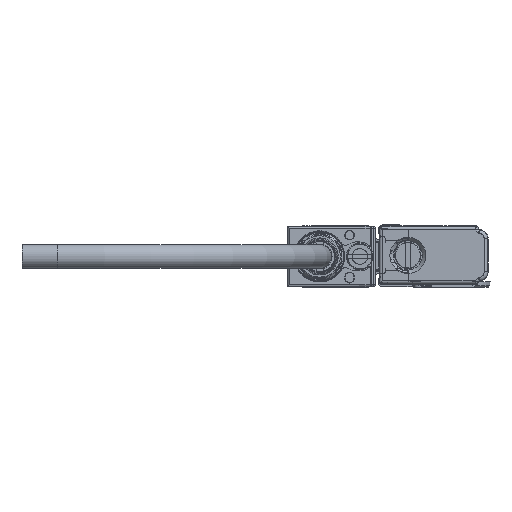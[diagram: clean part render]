
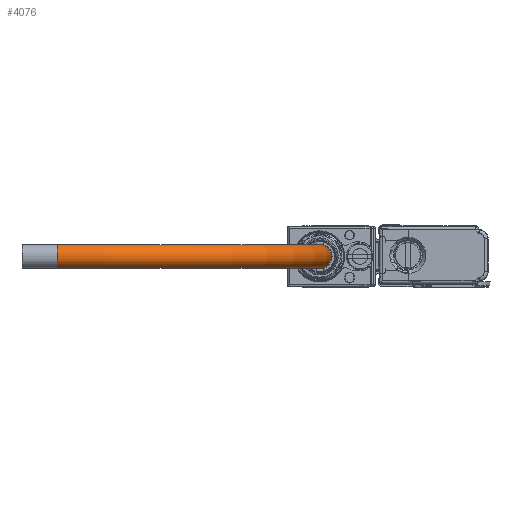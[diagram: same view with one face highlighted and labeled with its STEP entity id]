
A CAD part, left-side view. The second image highlights one B-rep face of the part: STEP entity #4076.
In plain terms, the highlighted toroidal (fillet/blend) face has major radius 75 mm and minor radius 3.4 mm.
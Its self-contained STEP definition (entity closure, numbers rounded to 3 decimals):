
#3973=AXIS2_PLACEMENT_3D('Circle Axis2P3D',#3971,#3972,$) ;
#4049=AXIS2_PLACEMENT_3D('Torus Axis2P3D',#4046,#4047,#4048) ;
#4053=AXIS2_PLACEMENT_3D('Circle Axis2P3D',#4051,#4052,$) ;
#4062=AXIS2_PLACEMENT_3D('Circle Axis2P3D',#4060,#4061,$) ;
#4067=AXIS2_PLACEMENT_3D('Circle Axis2P3D',#4065,#4066,$) ;
#3968=CARTESIAN_POINT('Vertex',(-166.5,48.2,10.6)) ;
#3971=CARTESIAN_POINT('Axis2P3D Location',(-166.5,48.2,7.2)) ;
#3975=CARTESIAN_POINT('Vertex',(-166.5,48.2,3.8)) ;
#4046=CARTESIAN_POINT('Axis2P3D Location',(-166.5,123.2,7.2)) ;
#4051=CARTESIAN_POINT('Axis2P3D Location',(-241.5,123.2,7.2)) ;
#4055=CARTESIAN_POINT('Vertex',(-241.5,123.2,10.6)) ;
#4057=CARTESIAN_POINT('Vertex',(-241.5,123.2,3.8)) ;
#4060=CARTESIAN_POINT('Axis2P3D Location',(-166.5,123.2,3.8)) ;
#4065=CARTESIAN_POINT('Axis2P3D Location',(-166.5,123.2,10.6)) ;
#3972=DIRECTION('Axis2P3D Direction',(1.,0.,0.)) ;
#4047=DIRECTION('Axis2P3D Direction',(0.,0.,-1.)) ;
#4048=DIRECTION('Axis2P3D XDirection',(0.,-1.,0.)) ;
#4052=DIRECTION('Axis2P3D Direction',(0.,-1.,0.)) ;
#4061=DIRECTION('Axis2P3D Direction',(0.,0.,-1.)) ;
#4066=DIRECTION('Axis2P3D Direction',(0.,0.,-1.)) ;
#4071=ORIENTED_EDGE('',*,*,#4059,.T.) ;
#4072=ORIENTED_EDGE('',*,*,#4064,.F.) ;
#4073=ORIENTED_EDGE('',*,*,#3977,.F.) ;
#4074=ORIENTED_EDGE('',*,*,#4069,.T.) ;
#4076=ADVANCED_FACE('\X2\FF8AFF9FFF70FF82\X0\ \X2\FF8EFF9EFF83FF9EFF68FF70\X0\',(#4075),#4050,.T.) ;
#3974=CIRCLE('generated circle',#3973,3.4) ;
#4054=CIRCLE('generated circle',#4053,3.4) ;
#4063=CIRCLE('generated circle',#4062,75.) ;
#4068=CIRCLE('generated circle',#4067,75.) ;
#4050=TOROIDAL_SURFACE('homeo Torus',#4049,75.,3.4) ;
#3977=EDGE_CURVE('',#3969,#3976,#3974,.T.) ;
#4059=EDGE_CURVE('',#4056,#4058,#4054,.T.) ;
#4064=EDGE_CURVE('',#3976,#4058,#4063,.T.) ;
#4069=EDGE_CURVE('',#3969,#4056,#4068,.T.) ;
#4070=EDGE_LOOP('',(#4071,#4072,#4073,#4074)) ;
#4075=FACE_OUTER_BOUND('',#4070,.T.) ;
#3969=VERTEX_POINT('',#3968) ;
#3976=VERTEX_POINT('',#3975) ;
#4056=VERTEX_POINT('',#4055) ;
#4058=VERTEX_POINT('',#4057) ;
